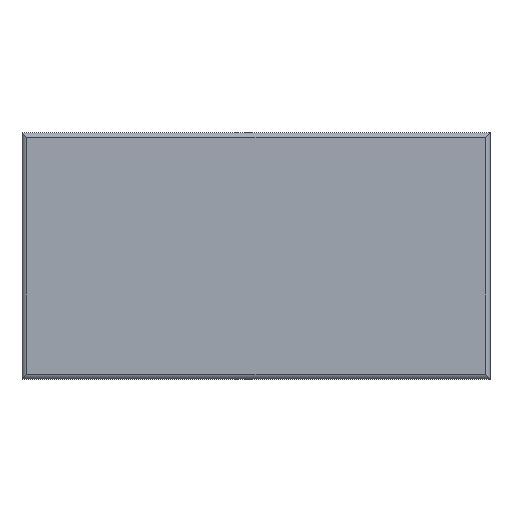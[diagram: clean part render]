
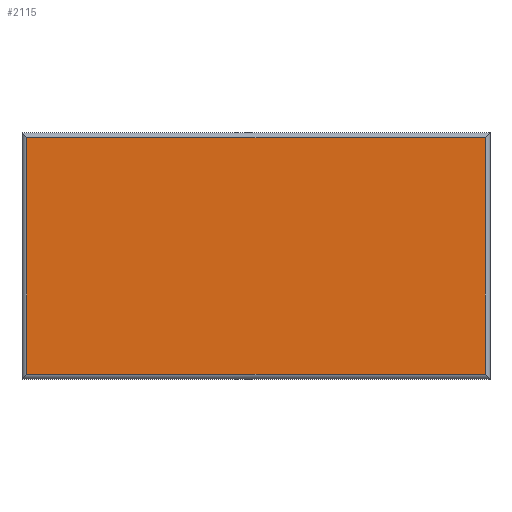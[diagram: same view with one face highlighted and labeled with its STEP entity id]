
A CAD part, top view. The second image highlights one B-rep face of the part: STEP entity #2115.
In plain terms, the highlighted planar face has unit normal (0, 0, 1).
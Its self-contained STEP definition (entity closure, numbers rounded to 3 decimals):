
#1980=CARTESIAN_POINT('',(18.6,-9.6,7.));
#1981=VERTEX_POINT('',#1980);
#1982=CARTESIAN_POINT('',(-18.6,-9.6,7.));
#1983=VERTEX_POINT('',#1982);
#1984=CARTESIAN_POINT('',(18.6,-9.6,7.));
#1985=DIRECTION('',(-1.0,0.0,0.0));
#1986=VECTOR('',#1985,37.2);
#1987=LINE('',#1984,#1986);
#1988=EDGE_CURVE('',#1981,#1983,#1987,.T.);
#2013=CARTESIAN_POINT('',(-18.6,9.6,7.));
#2014=VERTEX_POINT('',#2013);
#2015=CARTESIAN_POINT('',(-18.6,-9.6,7.));
#2016=DIRECTION('',(0.0,1.0,0.0));
#2017=VECTOR('',#2016,19.2);
#2018=LINE('',#2015,#2017);
#2019=EDGE_CURVE('',#1983,#2014,#2018,.T.);
#2038=CARTESIAN_POINT('',(18.6,9.6,7.));
#2039=VERTEX_POINT('',#2038);
#2040=CARTESIAN_POINT('',(-18.6,9.6,7.));
#2041=DIRECTION('',(1.0,0.0,0.0));
#2042=VECTOR('',#2041,37.2);
#2043=LINE('',#2040,#2042);
#2044=EDGE_CURVE('',#2014,#2039,#2043,.T.);
#2070=CARTESIAN_POINT('',(18.6,9.6,7.));
#2071=DIRECTION('',(0.0,-1.0,0.0));
#2072=VECTOR('',#2071,19.2);
#2073=LINE('',#2070,#2072);
#2074=EDGE_CURVE('',#2039,#1981,#2073,.T.);
#2104=CARTESIAN_POINT('',(0.0,0.,7.));
#2105=DIRECTION('',(0.0,0.0,1.0));
#2106=DIRECTION('',(1.0,0.0,0.0));
#2107=AXIS2_PLACEMENT_3D('',#2104,#2105,#2106);
#2108=PLANE('',#2107);
#2109=ORIENTED_EDGE('',*,*,#1988,.F.);
#2110=ORIENTED_EDGE('',*,*,#2074,.F.);
#2111=ORIENTED_EDGE('',*,*,#2044,.F.);
#2112=ORIENTED_EDGE('',*,*,#2019,.F.);
#2113=EDGE_LOOP('',(#2109,#2110,#2111,#2112));
#2114=FACE_OUTER_BOUND('',#2113,.T.);
#2115=ADVANCED_FACE('',(#2114),#2108,.T.);
